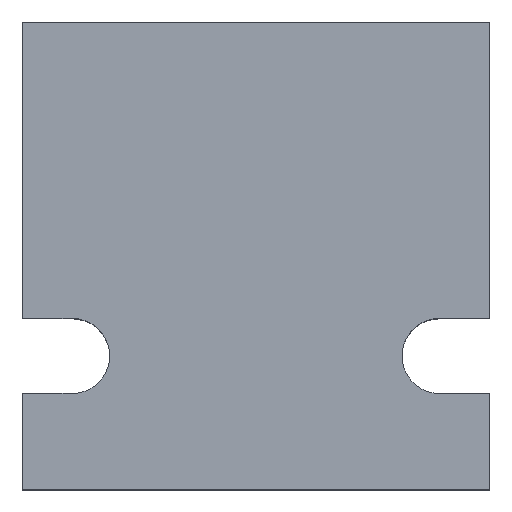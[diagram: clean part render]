
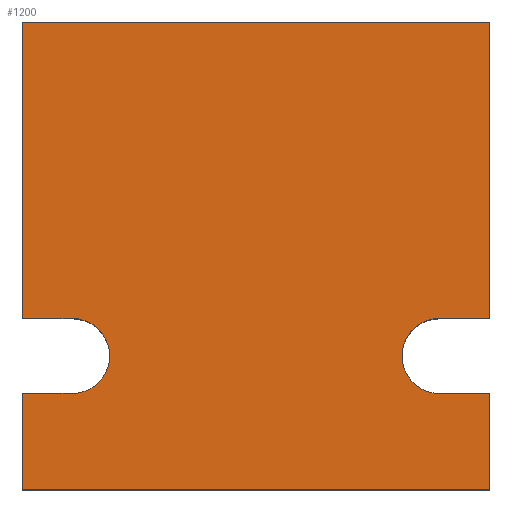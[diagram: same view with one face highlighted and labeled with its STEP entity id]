
A CAD part, top view. The second image highlights one B-rep face of the part: STEP entity #1200.
In plain terms, the highlighted planar face has unit normal (0, 0, 1).
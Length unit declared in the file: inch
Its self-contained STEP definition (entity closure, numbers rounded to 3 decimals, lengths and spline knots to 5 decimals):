
#916=CARTESIAN_POINT('',(-0.688,0.3595,0.5));
#917=VERTEX_POINT('',#916);
#918=CARTESIAN_POINT('',(-0.875,0.3595,0.5));
#919=VERTEX_POINT('',#918);
#920=CARTESIAN_POINT('',(-0.688,0.3595,0.5));
#921=DIRECTION('',(-1.0,0.0,0.0));
#922=VECTOR('',#921,0.187);
#923=LINE('',#920,#922);
#924=EDGE_CURVE('',#917,#919,#923,.T.);
#956=CARTESIAN_POINT('',(-0.688,0.6405,0.5));
#957=VERTEX_POINT('',#956);
#958=CARTESIAN_POINT('',(-0.688,0.5,0.5));
#959=DIRECTION('',(0.0,0.0,-1.0));
#960=DIRECTION('',(0.0,1.0,0.0));
#961=AXIS2_PLACEMENT_3D('',#958,#959,#960);
#962=CIRCLE('',#961,0.1405);
#963=EDGE_CURVE('',#957,#917,#962,.T.);
#989=CARTESIAN_POINT('',(-0.875,0.6405,0.5));
#990=VERTEX_POINT('',#989);
#991=CARTESIAN_POINT('',(-0.875,0.6405,0.5));
#992=DIRECTION('',(1.0,0.0,0.0));
#993=VECTOR('',#992,0.187);
#994=LINE('',#991,#993);
#995=EDGE_CURVE('',#990,#957,#994,.T.);
#1020=CARTESIAN_POINT('',(0.687,0.6405,0.5));
#1021=VERTEX_POINT('',#1020);
#1022=CARTESIAN_POINT('',(0.875,0.6405,0.5));
#1023=VERTEX_POINT('',#1022);
#1024=CARTESIAN_POINT('',(0.687,0.6405,0.5));
#1025=DIRECTION('',(1.0,0.0,0.0));
#1026=VECTOR('',#1025,0.188);
#1027=LINE('',#1024,#1026);
#1028=EDGE_CURVE('',#1021,#1023,#1027,.T.);
#1060=CARTESIAN_POINT('',(0.687,0.3595,0.5));
#1061=VERTEX_POINT('',#1060);
#1062=CARTESIAN_POINT('',(0.687,0.5,0.5));
#1063=DIRECTION('',(0.0,0.0,-1.0));
#1064=DIRECTION('',(0.0,1.0,0.0));
#1065=AXIS2_PLACEMENT_3D('',#1062,#1063,#1064);
#1066=CIRCLE('',#1065,0.1405);
#1067=EDGE_CURVE('',#1061,#1021,#1066,.T.);
#1093=CARTESIAN_POINT('',(0.875,0.3595,0.5));
#1094=VERTEX_POINT('',#1093);
#1095=CARTESIAN_POINT('',(0.875,0.3595,0.5));
#1096=DIRECTION('',(-1.0,0.0,0.0));
#1097=VECTOR('',#1096,0.188);
#1098=LINE('',#1095,#1097);
#1099=EDGE_CURVE('',#1094,#1061,#1098,.T.);
#1133=CARTESIAN_POINT('',(-0.875,0.0,0.5));
#1134=VERTEX_POINT('',#1133);
#1141=CARTESIAN_POINT('',(-0.875,0.0,0.5));
#1142=DIRECTION('',(0.0,1.0,0.0));
#1143=VECTOR('',#1142,0.3595);
#1144=LINE('',#1141,#1143);
#1145=EDGE_CURVE('',#1134,#919,#1144,.T.);
#1150=CARTESIAN_POINT('',(0.0,0.875,0.5));
#1151=DIRECTION('',(0.0,0.0,1.0));
#1152=DIRECTION('',(1.0,0.0,0.0));
#1153=AXIS2_PLACEMENT_3D('',#1150,#1151,#1152);
#1154=PLANE('',#1153);
#1155=ORIENTED_EDGE('',*,*,#995,.T.);
#1156=ORIENTED_EDGE('',*,*,#963,.T.);
#1157=ORIENTED_EDGE('',*,*,#924,.T.);
#1158=ORIENTED_EDGE('',*,*,#1145,.F.);
#1159=CARTESIAN_POINT('',(0.875,0.0,0.5));
#1160=VERTEX_POINT('',#1159);
#1161=CARTESIAN_POINT('',(0.875,0.0,0.5));
#1162=DIRECTION('',(-1.0,0.0,0.0));
#1163=VECTOR('',#1162,1.75);
#1164=LINE('',#1161,#1163);
#1165=EDGE_CURVE('',#1160,#1134,#1164,.T.);
#1166=ORIENTED_EDGE('',*,*,#1165,.F.);
#1167=CARTESIAN_POINT('',(0.875,0.3595,0.5));
#1168=DIRECTION('',(0.0,-1.0,0.0));
#1169=VECTOR('',#1168,0.3595);
#1170=LINE('',#1167,#1169);
#1171=EDGE_CURVE('',#1094,#1160,#1170,.T.);
#1172=ORIENTED_EDGE('',*,*,#1171,.F.);
#1173=ORIENTED_EDGE('',*,*,#1099,.T.);
#1174=ORIENTED_EDGE('',*,*,#1067,.T.);
#1175=ORIENTED_EDGE('',*,*,#1028,.T.);
#1176=CARTESIAN_POINT('',(0.875,1.75,0.5));
#1177=VERTEX_POINT('',#1176);
#1178=CARTESIAN_POINT('',(0.875,1.75,0.5));
#1179=DIRECTION('',(0.0,-1.0,0.0));
#1180=VECTOR('',#1179,1.1095);
#1181=LINE('',#1178,#1180);
#1182=EDGE_CURVE('',#1177,#1023,#1181,.T.);
#1183=ORIENTED_EDGE('',*,*,#1182,.F.);
#1184=CARTESIAN_POINT('',(-0.875,1.75,0.5));
#1185=VERTEX_POINT('',#1184);
#1186=CARTESIAN_POINT('',(-0.875,1.75,0.5));
#1187=DIRECTION('',(1.0,0.0,0.0));
#1188=VECTOR('',#1187,1.75);
#1189=LINE('',#1186,#1188);
#1190=EDGE_CURVE('',#1185,#1177,#1189,.T.);
#1191=ORIENTED_EDGE('',*,*,#1190,.F.);
#1192=CARTESIAN_POINT('',(-0.875,0.6405,0.5));
#1193=DIRECTION('',(0.0,1.0,0.0));
#1194=VECTOR('',#1193,1.1095);
#1195=LINE('',#1192,#1194);
#1196=EDGE_CURVE('',#990,#1185,#1195,.T.);
#1197=ORIENTED_EDGE('',*,*,#1196,.F.);
#1198=EDGE_LOOP('',(#1155,#1156,#1157,#1158,#1166,#1172,#1173,#1174,#1175,#1183,#1191,#1197));
#1199=FACE_OUTER_BOUND('',#1198,.T.);
#1200=ADVANCED_FACE('',(#1199),#1154,.T.);
